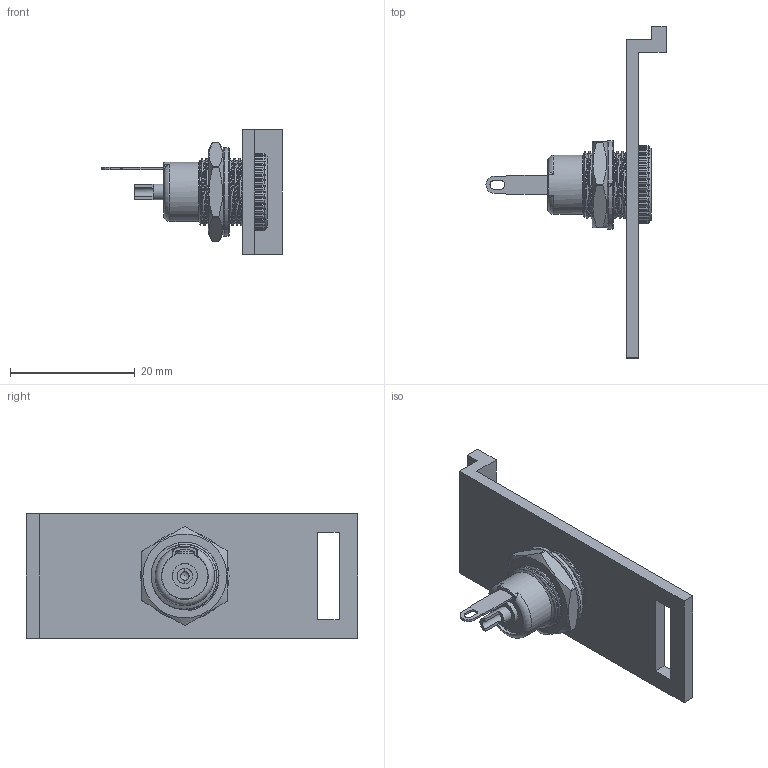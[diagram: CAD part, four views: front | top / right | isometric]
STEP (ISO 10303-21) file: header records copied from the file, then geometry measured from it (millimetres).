
FILE_DESCRIPTION(/* description */ (''),/* implementation_level */ '2;1');
FILE_NAME(/* name */ 'Ladebuchse.step',/* time_stamp */ '2024-07-02T21:33:41+02:00',/* author */ (''),/* organization */ (''),/* preprocessor_version */ 'ST-DEVELOPER v20',/* originating_system */ 'Autodesk Translation Framework v13.14.0.145',/* authorisation */ '');
FILE_SCHEMA (('AUTOMOTIVE_DESIGN { 1 0 10303 214 3 1 1 }'));
Length unit declared in the file: millimetre
Products named in the file (2): Ladebuchse; Strombuchse
Assembly tree (1 placements, depth 2):
  Ladebuchse
    Strombuchse
Bounding box: 28.9 x 53.2 x 20 mm (x, y, z)
Volume: 3113.4 mm3; surface area: 4952.7 mm2
Topology: 7 solids, 7 shells, 399 faces, 1082 edges, 703 vertices
Faces by surface type: plane 156, cylinder 145, bspline 78, torus 12, cone 6, sphere 2
Full cylindrical faces by diameter (mm): 1.4 x1, 2 x2, 2.48 x2, 4 x2, 5.7 x1, 8 x1, 8.5 x1, 9.5 x2, 10.188 x2, 10.8 x8, 11 x1
Entity records: 16075 total; most frequent: CARTESIAN_POINT 6545, ORIENTED_EDGE 2160, DIRECTION 1692, EDGE_CURVE 1080, VERTEX_POINT 703, AXIS2_PLACEMENT_3D 591, LINE 510, VECTOR 510
